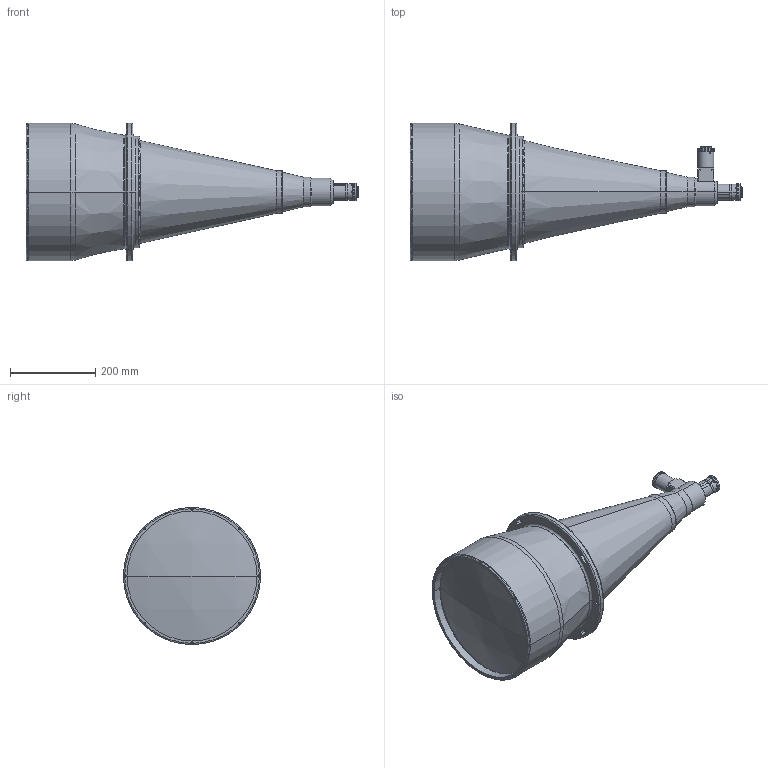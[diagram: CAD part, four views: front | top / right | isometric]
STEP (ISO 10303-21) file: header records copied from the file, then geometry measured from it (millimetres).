
FILE_DESCRIPTION (( 'STEP AP203' ), '1' );
FILE_NAME ('TCDP2X240.STEP', '2012-01-09T08:07:57', ( 'Opto Engineering' ), ( 'Opto Engineering' ), 'SwSTEP 2.0', 'SolidWorks 2011', '' );
FILE_SCHEMA (( 'CONFIG_CONTROL_DESIGN' ));
Length unit declared in the file: millimetre
Products named in the file (1): TCDP2X240
Bounding box: 779.62 x 322 x 322 mm (x, y, z)
Surface area: 732057.9 mm2 (no closed solid volume)
Topology: 0 solids, 16 shells, 317 faces, 925 edges, 629 vertices
Faces by surface type: cylinder 164, plane 88, torus 31, cone 26, bspline 6, sphere 2
Entity records: 12038 total; most frequent: CARTESIAN_POINT 3208, DIRECTION 2002, ORIENTED_EDGE 1640, EDGE_CURVE 925, AXIS2_PLACEMENT_3D 851, VERTEX_POINT 629, CIRCLE 539, EDGE_LOOP 419
